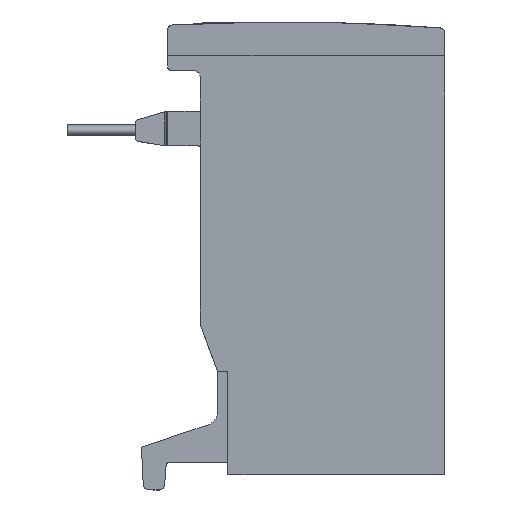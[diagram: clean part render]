
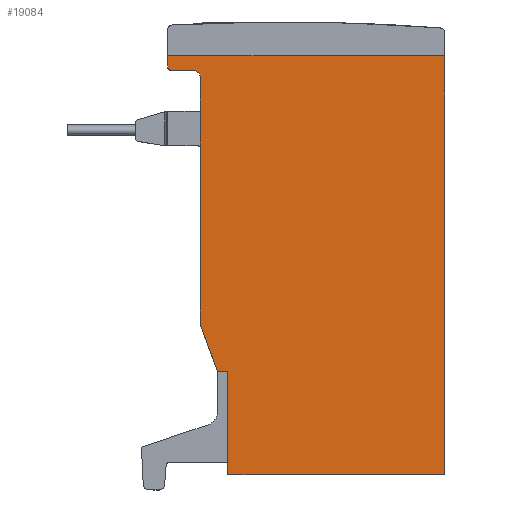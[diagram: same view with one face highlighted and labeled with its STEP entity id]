
A CAD part, left-side view. The second image highlights one B-rep face of the part: STEP entity #19084.
In plain terms, the highlighted planar face has unit normal (-1, 0, 0).
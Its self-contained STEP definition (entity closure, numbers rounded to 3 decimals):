
#4170 = DIRECTION ( 'NONE',  ( 0., -1., 0. ) ) ;
#4171 = VECTOR ( 'NONE', #4170, 1000. ) ;
#4173 = CARTESIAN_POINT ( 'NONE',  ( 28.44, 78.854, 33.5 ) ) ;
#4175 = LINE ( 'NONE', #4173, #4171 ) ;
#4178 = CARTESIAN_POINT ( 'NONE',  ( 28.44, 38.854, 33.5 ) ) ;
#4225 = CARTESIAN_POINT ( 'NONE',  ( 28.44, 78.854, 33.5 ) ) ;
#4427 = DIRECTION ( 'NONE',  ( 0., 0., 1. ) ) ;
#4428 = VECTOR ( 'NONE', #4427, 1000. ) ;
#4429 = CARTESIAN_POINT ( 'NONE',  ( 28.44, 78.854, 33.5 ) ) ;
#4430 = LINE ( 'NONE', #4429, #4428 ) ;
#4434 = CARTESIAN_POINT ( 'NONE',  ( 28.44, 78.854, 31.9 ) ) ;
#4550 = DIRECTION ( 'NONE',  ( 0., 0., -1. ) ) ;
#4551 = DIRECTION ( 'NONE',  ( 1., 0., 0. ) ) ;
#4552 = CARTESIAN_POINT ( 'NONE',  ( 28.44, 78.354, 31.9 ) ) ;
#4554 = AXIS2_PLACEMENT_3D ( 'NONE', #4552, #4551, #4550 ) ;
#4555 = CIRCLE ( 'NONE', #4554, 0.5 ) ;
#4558 = CARTESIAN_POINT ( 'NONE',  ( 28.44, 78.354, 31.4 ) ) ;
#4657 = DIRECTION ( 'NONE',  ( 0., 1., 0. ) ) ;
#4658 = VECTOR ( 'NONE', #4657, 1000. ) ;
#4659 = CARTESIAN_POINT ( 'NONE',  ( 28.44, 70.154, -27. ) ) ;
#4660 = LINE ( 'NONE', #4659, #4658 ) ;
#4661 = CARTESIAN_POINT ( 'NONE',  ( 28.44, 70.154, -27. ) ) ;
#4662 = CARTESIAN_POINT ( 'NONE',  ( 28.44, 71.654, -12.1 ) ) ;
#4663 = DIRECTION ( 'NONE',  ( 0., 1., 0. ) ) ;
#4664 = VECTOR ( 'NONE', #4663, 1000. ) ;
#4665 = CARTESIAN_POINT ( 'NONE',  ( 28.44, 78.354, 31.4 ) ) ;
#4666 = LINE ( 'NONE', #4665, #4664 ) ;
#4677 = CARTESIAN_POINT ( 'NONE',  ( 28.44, 75.154, 31.4 ) ) ;
#4684 = CARTESIAN_POINT ( 'NONE',  ( 28.44, 74.154, -5.231 ) ) ;
#4689 = CARTESIAN_POINT ( 'NONE',  ( 28.44, 70.154, -12.1 ) ) ;
#4719 = CARTESIAN_POINT ( 'NONE',  ( 28.44, 74.154, 19. ) ) ;
#4729 = CARTESIAN_POINT ( 'NONE',  ( 28.44, 74.15, 19. ) ) ;
#4730 = DIRECTION ( 'NONE',  ( 0., -1., 0. ) ) ;
#4731 = VECTOR ( 'NONE', #4730, 1000. ) ;
#4732 = CARTESIAN_POINT ( 'NONE',  ( 28.44, 78.354, 19. ) ) ;
#4733 = LINE ( 'NONE', #4732, #4731 ) ;
#4734 = DIRECTION ( 'NONE',  ( 0., 1., 0. ) ) ;
#4735 = VECTOR ( 'NONE', #4734, 1000. ) ;
#4736 = CARTESIAN_POINT ( 'NONE',  ( 28.44, 70.154, -12.1 ) ) ;
#4737 = LINE ( 'NONE', #4736, #4735 ) ;
#4784 = CARTESIAN_POINT ( 'NONE',  ( 28.44, 74.15, 25.5 ) ) ;
#4785 = DIRECTION ( 'NONE',  ( 0., 0., -1. ) ) ;
#4786 = DIRECTION ( 'NONE',  ( -1., 0., 0. ) ) ;
#4787 = CARTESIAN_POINT ( 'NONE',  ( 28.44, 75.154, 30.4 ) ) ;
#4788 = AXIS2_PLACEMENT_3D ( 'NONE', #4787, #4786, #4785 ) ;
#4789 = CIRCLE ( 'NONE', #4788, 1. ) ;
#4791 = CARTESIAN_POINT ( 'NONE',  ( 28.44, 74.154, 30.4 ) ) ;
#4800 = FACE_OUTER_BOUND ( 'NONE', #19019, .T. ) ;
#4807 = DIRECTION ( 'NONE',  ( 0., 0., 1. ) ) ;
#4808 = VECTOR ( 'NONE', #4807, 1000. ) ;
#4809 = CARTESIAN_POINT ( 'NONE',  ( 28.44, 74.154, 30.4 ) ) ;
#4810 = LINE ( 'NONE', #4809, #4808 ) ;
#4811 = DIRECTION ( 'NONE',  ( 0., 0., 1. ) ) ;
#4812 = VECTOR ( 'NONE', #4811, 1000. ) ;
#4813 = CARTESIAN_POINT ( 'NONE',  ( 28.44, 74.15, 31.9 ) ) ;
#4814 = LINE ( 'NONE', #4813, #4812 ) ;
#4815 = CARTESIAN_POINT ( 'NONE',  ( 28.44, 74.154, 25.5 ) ) ;
#4825 = DIRECTION ( 'NONE',  ( 0., 1., 0. ) ) ;
#4826 = VECTOR ( 'NONE', #4825, 1000. ) ;
#4827 = CARTESIAN_POINT ( 'NONE',  ( 28.44, 78.354, 25.5 ) ) ;
#4828 = LINE ( 'NONE', #4827, #4826 ) ;
#4830 = CARTESIAN_POINT ( 'NONE',  ( 28.44, 38.854, -27. ) ) ;
#4831 = DIRECTION ( 'NONE',  ( 0., 0., 1. ) ) ;
#4832 = VECTOR ( 'NONE', #4831, 1000. ) ;
#4833 = CARTESIAN_POINT ( 'NONE',  ( 28.44, 70.154, -27. ) ) ;
#4834 = LINE ( 'NONE', #4833, #4832 ) ;
#4835 = DIRECTION ( 'NONE',  ( 0., 0., -1. ) ) ;
#4836 = VECTOR ( 'NONE', #4835, 1000. ) ;
#4837 = CARTESIAN_POINT ( 'NONE',  ( 28.44, 38.854, -27. ) ) ;
#4838 = LINE ( 'NONE', #4837, #4836 ) ;
#4839 = DIRECTION ( 'NONE',  ( 0., 0., -1. ) ) ;
#4840 = DIRECTION ( 'NONE',  ( 1., 0., 0. ) ) ;
#4841 = CARTESIAN_POINT ( 'NONE',  ( 28.44, 78.354, 31.9 ) ) ;
#4842 = AXIS2_PLACEMENT_3D ( 'NONE', #4841, #4840, #4839 ) ;
#4843 = PLANE ( 'NONE',  #4842 ) ;
#4870 = DIRECTION ( 'NONE',  ( 0., 0.342, 0.94 ) ) ;
#4871 = VECTOR ( 'NONE', #4870, 1000. ) ;
#4872 = CARTESIAN_POINT ( 'NONE',  ( 28.44, 74.154, -5.231 ) ) ;
#4873 = LINE ( 'NONE', #4872, #4871 ) ;
#4876 = DIRECTION ( 'NONE',  ( 0., 0., 1. ) ) ;
#4877 = VECTOR ( 'NONE', #4876, 1000. ) ;
#4878 = CARTESIAN_POINT ( 'NONE',  ( 28.44, 74.154, 20.2 ) ) ;
#4879 = LINE ( 'NONE', #4878, #4877 ) ;
#18894 = VERTEX_POINT ( 'NONE', #4178 ) ;
#18895 = EDGE_CURVE ( 'NONE', #18913, #18894, #4175, .T. ) ;
#18913 = VERTEX_POINT ( 'NONE', #4225 ) ;
#18961 = VERTEX_POINT ( 'NONE', #4434 ) ;
#18963 = EDGE_CURVE ( 'NONE', #18961, #18913, #4430, .T. ) ;
#18990 = VERTEX_POINT ( 'NONE', #4558 ) ;
#18993 = EDGE_CURVE ( 'NONE', #18990, #18961, #4555, .T. ) ;
#19000 = VERTEX_POINT ( 'NONE', #4677 ) ;
#19006 = EDGE_CURVE ( 'NONE', #19000, #18990, #4666, .T. ) ;
#19010 = VERTEX_POINT ( 'NONE', #4662 ) ;
#19011 = ORIENTED_EDGE ( 'NONE', *, *, #19087, .F. ) ;
#19012 = VERTEX_POINT ( 'NONE', #4661 ) ;
#19013 = EDGE_CURVE ( 'NONE', #19089, #19012, #4660, .T. ) ;
#19019 = EDGE_LOOP ( 'NONE', ( #19085, #19094, #19096, #19026, #19011, #19088, #19083, #19062, #19069, #19070, #19076, #19054, #19074, #19063, #19072 ) ) ;
#19021 = VERTEX_POINT ( 'NONE', #4689 ) ;
#19024 = VERTEX_POINT ( 'NONE', #4684 ) ;
#19026 = ORIENTED_EDGE ( 'NONE', *, *, #19027, .F. ) ;
#19027 = EDGE_CURVE ( 'NONE', #19021, #19010, #4737, .T. ) ;
#19028 = EDGE_CURVE ( 'NONE', #19041, #19029, #4733, .T. ) ;
#19029 = VERTEX_POINT ( 'NONE', #4729 ) ;
#19041 = VERTEX_POINT ( 'NONE', #4719 ) ;
#19054 = ORIENTED_EDGE ( 'NONE', *, *, #19056, .F. ) ;
#19055 = VERTEX_POINT ( 'NONE', #4791 ) ;
#19056 = EDGE_CURVE ( 'NONE', #19055, #19000, #4789, .T. ) ;
#19057 = VERTEX_POINT ( 'NONE', #4784 ) ;
#19062 = ORIENTED_EDGE ( 'NONE', *, *, #18895, .F. ) ;
#19063 = ORIENTED_EDGE ( 'NONE', *, *, #19064, .F. ) ;
#19064 = EDGE_CURVE ( 'NONE', #19057, #19071, #4828, .T. ) ;
#19069 = ORIENTED_EDGE ( 'NONE', *, *, #18963, .F. ) ;
#19070 = ORIENTED_EDGE ( 'NONE', *, *, #18993, .F. ) ;
#19071 = VERTEX_POINT ( 'NONE', #4815 ) ;
#19072 = ORIENTED_EDGE ( 'NONE', *, *, #19073, .F. ) ;
#19073 = EDGE_CURVE ( 'NONE', #19029, #19057, #4814, .T. ) ;
#19074 = ORIENTED_EDGE ( 'NONE', *, *, #19075, .F. ) ;
#19075 = EDGE_CURVE ( 'NONE', #19071, #19055, #4810, .T. ) ;
#19076 = ORIENTED_EDGE ( 'NONE', *, *, #19006, .F. ) ;
#19083 = ORIENTED_EDGE ( 'NONE', *, *, #19086, .F. ) ;
#19084 = ADVANCED_FACE ( 'NONE', ( #4800 ), #4843, .F. ) ;
#19085 = ORIENTED_EDGE ( 'NONE', *, *, #19028, .F. ) ;
#19086 = EDGE_CURVE ( 'NONE', #18894, #19089, #4838, .T. ) ;
#19087 = EDGE_CURVE ( 'NONE', #19012, #19021, #4834, .T. ) ;
#19088 = ORIENTED_EDGE ( 'NONE', *, *, #19013, .F. ) ;
#19089 = VERTEX_POINT ( 'NONE', #4830 ) ;
#19091 = EDGE_CURVE ( 'NONE', #19024, #19041, #4879, .T. ) ;
#19094 = ORIENTED_EDGE ( 'NONE', *, *, #19091, .F. ) ;
#19096 = ORIENTED_EDGE ( 'NONE', *, *, #19097, .F. ) ;
#19097 = EDGE_CURVE ( 'NONE', #19010, #19024, #4873, .T. ) ;
